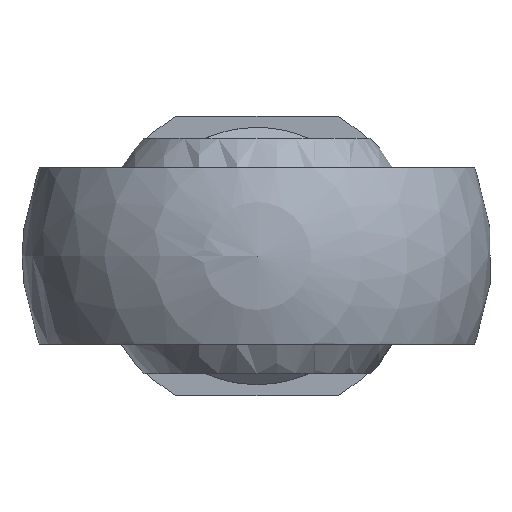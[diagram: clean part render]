
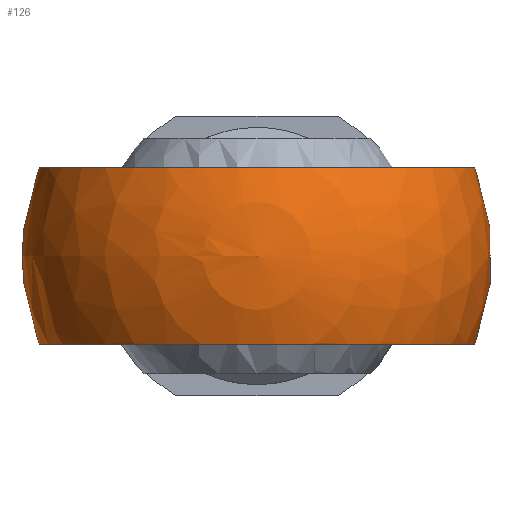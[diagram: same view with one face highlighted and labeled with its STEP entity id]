
A CAD part, left-side view. The second image highlights one B-rep face of the part: STEP entity #126.
In plain terms, the highlighted spherical face has radius 16 mm.
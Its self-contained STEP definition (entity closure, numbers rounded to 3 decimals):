
#126 = ADVANCED_FACE( '', ( #239, #240 ), #241, .T. );
#239 = FACE_BOUND( '', #335, .T. );
#240 = FACE_OUTER_BOUND( '', #336, .T. );
#241 = SPHERICAL_SURFACE( '', #337, 16. );
#335 = VERTEX_LOOP( '', #492 );
#336 = EDGE_LOOP( '', ( #493, #494, #495, #496 ) );
#337 = AXIS2_PLACEMENT_3D( '', #497, #498, #499 );
#492 = VERTEX_POINT( '', #582 );
#493 = ORIENTED_EDGE( '', *, *, #548, .F. );
#494 = ORIENTED_EDGE( '', *, *, #574, .T. );
#495 = ORIENTED_EDGE( '', *, *, #583, .F. );
#496 = ORIENTED_EDGE( '', *, *, #580, .T. );
#497 = CARTESIAN_POINT( '', ( 0., 0., 0. ) );
#498 = DIRECTION( '', ( 1., 0., 0. ) );
#499 = DIRECTION( '', ( 0., 1., 0. ) );
#548 = EDGE_CURVE( '', #630, #632, #633, .T. );
#574 = EDGE_CURVE( '', #630, #664, #666, .F. );
#580 = EDGE_CURVE( '', #671, #632, #673, .F. );
#582 = CARTESIAN_POINT( '', ( -16., 0., 0. ) );
#583 = EDGE_CURVE( '', #671, #664, #675, .T. );
#630 = VERTEX_POINT( '', #729 );
#632 = VERTEX_POINT( '', #736 );
#633 = CIRCLE( '', #737, 13.916 );
#664 = VERTEX_POINT( '', #775 );
#666 = CIRCLE( '', #782, 14.832 );
#671 = VERTEX_POINT( '', #788 );
#673 = CIRCLE( '', #795, 14.832 );
#675 = CIRCLE( '', #797, 13.916 );
#729 = CARTESIAN_POINT( '', ( 7.896, -12.556, 6. ) );
#736 = CARTESIAN_POINT( '', ( 7.896, -12.556, -6. ) );
#737 = AXIS2_PLACEMENT_3D( '', #843, #844, #845 );
#775 = CARTESIAN_POINT( '', ( 7.896, 12.556, 6. ) );
#782 = AXIS2_PLACEMENT_3D( '', #878, #879, #880 );
#788 = CARTESIAN_POINT( '', ( 7.896, 12.556, -6. ) );
#795 = AXIS2_PLACEMENT_3D( '', #882, #883, #884 );
#797 = AXIS2_PLACEMENT_3D( '', #885, #886, #887 );
#843 = CARTESIAN_POINT( '', ( 7.896, 0., 0. ) );
#844 = DIRECTION( '', ( 1., 0., 0. ) );
#845 = DIRECTION( '', ( 0., 0., -1. ) );
#878 = CARTESIAN_POINT( '', ( 0., 0., 6. ) );
#879 = DIRECTION( '', ( 0., 0., 1. ) );
#880 = DIRECTION( '', ( 1., 0., 0. ) );
#882 = CARTESIAN_POINT( '', ( 0., 0., -6. ) );
#883 = DIRECTION( '', ( 0., 0., -1. ) );
#884 = DIRECTION( '', ( -1., 0., 0. ) );
#885 = CARTESIAN_POINT( '', ( 7.896, 0., 0. ) );
#886 = DIRECTION( '', ( 1., 0., 0. ) );
#887 = DIRECTION( '', ( 0., 0., -1. ) );
